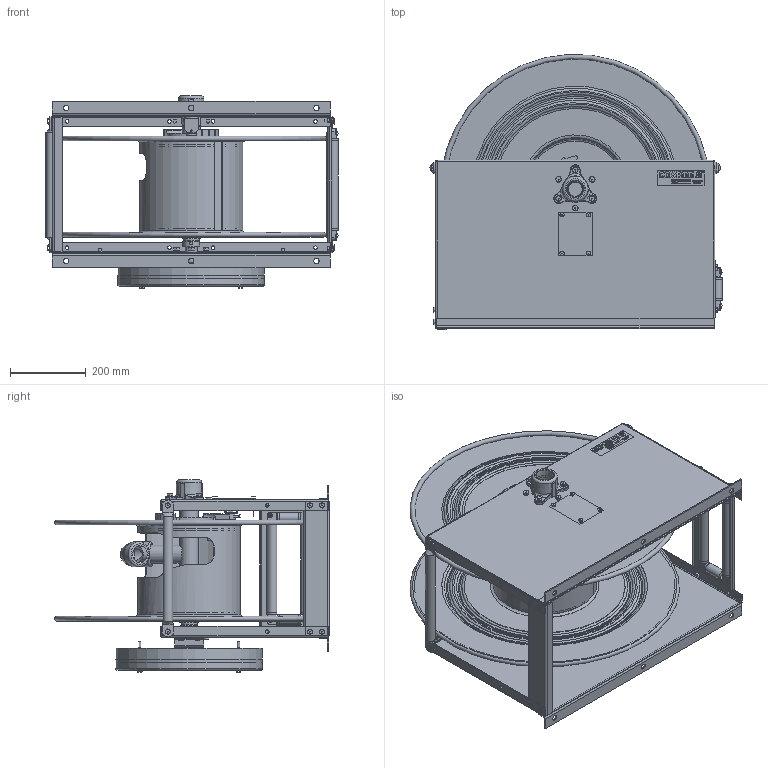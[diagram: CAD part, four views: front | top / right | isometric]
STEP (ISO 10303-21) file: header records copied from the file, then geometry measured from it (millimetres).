
FILE_DESCRIPTION((''),'2;1');
FILE_NAME('SLPL-850_SHARED.stp','2012-02-06T09:17:19',('JKucera'),(''),'Autodesk Inventor 2012','Autodesk Inventor 2012','');
FILE_SCHEMA(('AUTOMOTIVE_DESIGN { 1 0 10303 214 1 1 1 1 }'));
Length unit declared in the file: inch
Products named in the file (1): SLPL-850_SHARED
Bounding box: 770.63 x 725.63 x 507.1 mm (x, y, z)
Surface area: 4569928.3 mm2 (no closed solid volume)
Topology: 0 solids, 196 shells, 433 faces, 3709 edges, 3416 vertices
Faces by surface type: plane 260, cylinder 96, torus 53, bspline 16, sphere 4, cone 3, revolution 1
Full cylindrical faces by diameter (mm): 6.35 x4, 7.938 x4, 12.7 x4, 25.4 x16, 31.648 x1, 38.1 x2, 41.275 x1, 42.291 x1, 43.966 x1, 44.323 x1, 48.26 x2, 387.096 x1, 388.62 x1
Entity records: 38616 total; most frequent: CARTESIAN_POINT 12341, DIRECTION 4392, ORIENTED_EDGE 3970, EDGE_CURVE 3604, VERTEX_POINT 3399, VECTOR 1723, LINE 1723, AXIS2_PLACEMENT_3D 1334
